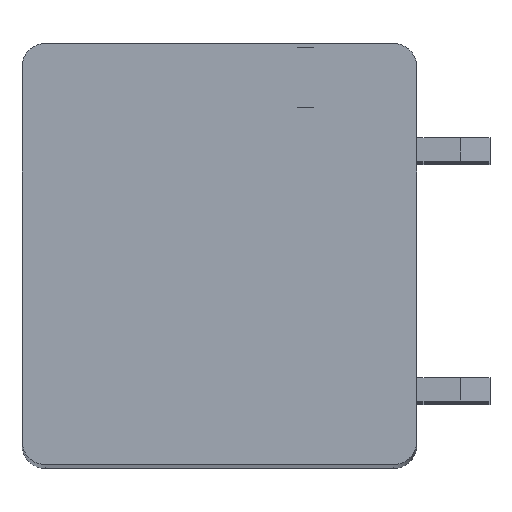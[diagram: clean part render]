
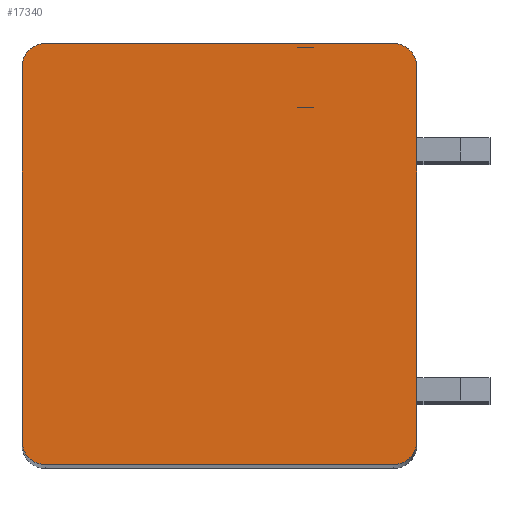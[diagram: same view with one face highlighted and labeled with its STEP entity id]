
A CAD part, top view. The second image highlights one B-rep face of the part: STEP entity #17340.
In plain terms, the highlighted planar face has unit normal (0, 0, 1).
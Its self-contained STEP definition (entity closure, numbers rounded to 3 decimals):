
#1845=CARTESIAN_POINT('',(-5.95,6.4,1.75));
#1846=DIRECTION('',(0.,0.,1.));
#1847=DIRECTION('',(0.,1.,0.));
#1848=AXIS2_PLACEMENT_3D('',#1845,#1846,#1847);
#1850=DIRECTION('',(-1.,0.,0.));
#1851=VECTOR('',#1850,11.9);
#1852=CARTESIAN_POINT('',(5.95,7.2,1.75));
#1853=LINE('',#1852,#1851);
#1854=CARTESIAN_POINT('',(5.95,6.4,1.75));
#1855=DIRECTION('',(0.,0.,1.));
#1856=DIRECTION('',(1.,0.,0.));
#1857=AXIS2_PLACEMENT_3D('',#1854,#1855,#1856);
#1859=DIRECTION('',(0.,1.,0.));
#1860=VECTOR('',#1859,12.8);
#1861=CARTESIAN_POINT('',(6.75,-6.4,1.75));
#1862=LINE('',#1861,#1860);
#1863=CARTESIAN_POINT('',(5.95,-6.4,1.75));
#1864=DIRECTION('',(0.,0.,1.));
#1865=DIRECTION('',(0.,-1.,0.));
#1866=AXIS2_PLACEMENT_3D('',#1863,#1864,#1865);
#1868=DIRECTION('',(1.,0.,0.));
#1869=VECTOR('',#1868,11.9);
#1870=CARTESIAN_POINT('',(-5.95,-7.2,1.75));
#1871=LINE('',#1870,#1869);
#1872=CARTESIAN_POINT('',(-5.95,-6.4,1.75));
#1873=DIRECTION('',(0.,0.,1.));
#1874=DIRECTION('',(-1.,0.,0.));
#1875=AXIS2_PLACEMENT_3D('',#1872,#1873,#1874);
#1877=DIRECTION('',(0.,-1.,0.));
#1878=VECTOR('',#1877,12.8);
#1879=CARTESIAN_POINT('',(-6.75,6.4,1.75));
#1880=LINE('',#1879,#1878);
#13137=CARTESIAN_POINT('',(-5.95,7.2,1.75));
#13138=VERTEX_POINT('',#13137);
#13139=CARTESIAN_POINT('',(-6.75,6.4,1.75));
#13140=VERTEX_POINT('',#13139);
#13145=CARTESIAN_POINT('',(6.75,6.4,1.75));
#13146=VERTEX_POINT('',#13145);
#13147=CARTESIAN_POINT('',(5.95,7.2,1.75));
#13148=VERTEX_POINT('',#13147);
#13153=CARTESIAN_POINT('',(-6.75,-6.4,1.75));
#13154=VERTEX_POINT('',#13153);
#13155=CARTESIAN_POINT('',(-5.95,-7.2,1.75));
#13156=VERTEX_POINT('',#13155);
#13161=CARTESIAN_POINT('',(5.95,-7.2,1.75));
#13162=VERTEX_POINT('',#13161);
#13163=CARTESIAN_POINT('',(6.75,-6.4,1.75));
#13164=VERTEX_POINT('',#13163);
#17325=CARTESIAN_POINT('',(0.,0.,1.75));
#17326=DIRECTION('',(0.,0.,1.));
#17327=DIRECTION('',(1.,0.,0.));
#17328=AXIS2_PLACEMENT_3D('',#17325,#17326,#17327);
#17329=PLANE('',#17328);
#17330=ORIENTED_EDGE('',*,*,#16213,.F.);
#17331=ORIENTED_EDGE('',*,*,#16229,.F.);
#17332=ORIENTED_EDGE('',*,*,#16830,.F.);
#17333=ORIENTED_EDGE('',*,*,#16845,.F.);
#17334=ORIENTED_EDGE('',*,*,#17278,.F.);
#17335=ORIENTED_EDGE('',*,*,#17291,.F.);
#17336=ORIENTED_EDGE('',*,*,#17306,.F.);
#17337=ORIENTED_EDGE('',*,*,#17318,.F.);
#17338=EDGE_LOOP('',(#17330,#17331,#17332,#17333,#17334,#17335,#17336,#17337));
#17339=FACE_OUTER_BOUND('',#17338,.F.);
#1849=CIRCLE('',#1848,0.8);
#1858=CIRCLE('',#1857,0.8);
#1867=CIRCLE('',#1866,0.8);
#1876=CIRCLE('',#1875,0.8);
#16213=EDGE_CURVE('',#13138,#13140,#1849,.T.);
#16229=EDGE_CURVE('',#13148,#13138,#1853,.T.);
#16830=EDGE_CURVE('',#13146,#13148,#1858,.T.);
#16845=EDGE_CURVE('',#13164,#13146,#1862,.T.);
#17278=EDGE_CURVE('',#13162,#13164,#1867,.T.);
#17291=EDGE_CURVE('',#13156,#13162,#1871,.T.);
#17306=EDGE_CURVE('',#13154,#13156,#1876,.T.);
#17318=EDGE_CURVE('',#13140,#13154,#1880,.T.);
#17340=ADVANCED_FACE('',(#17339),#17329,.T.);
